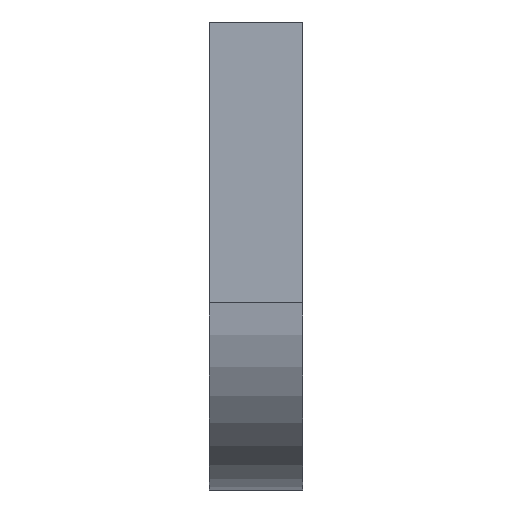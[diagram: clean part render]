
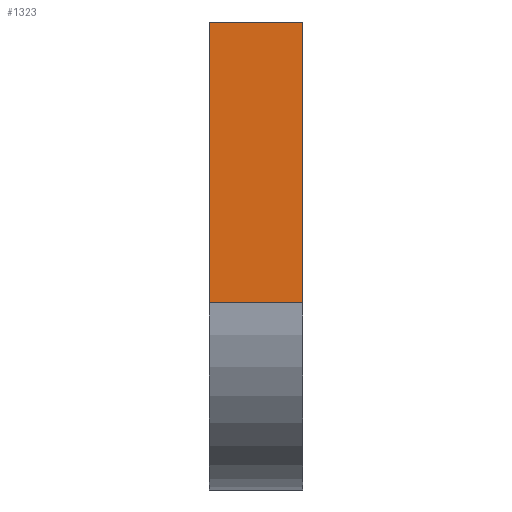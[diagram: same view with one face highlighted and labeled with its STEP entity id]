
A CAD part, left-side view. The second image highlights one B-rep face of the part: STEP entity #1323.
In plain terms, the highlighted planar face has unit normal (-1, 0, 0).
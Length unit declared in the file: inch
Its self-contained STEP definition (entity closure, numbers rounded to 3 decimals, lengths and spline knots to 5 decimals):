
#3 = VERTEX_POINT ( 'NONE', #1328 ) ;
#65 = ORIENTED_EDGE ( 'NONE', *, *, #543, .F. ) ;
#70 = CARTESIAN_POINT ( 'NONE',  ( -0.5, 0., 0. ) ) ;
#71 = DIRECTION ( 'NONE',  ( 0., 0., -1. ) ) ;
#103 = VERTEX_POINT ( 'NONE', #130 ) ;
#113 = VERTEX_POINT ( 'NONE', #1151 ) ;
#130 = CARTESIAN_POINT ( 'NONE',  ( -0.5, 0.25, 0.75 ) ) ;
#187 = FACE_OUTER_BOUND ( 'NONE', #240, .T. ) ;
#240 = EDGE_LOOP ( 'NONE', ( #981, #645, #1145, #65 ) ) ;
#269 = DIRECTION ( 'NONE',  ( 0., 0., 1. ) ) ;
#358 = DIRECTION ( 'NONE',  ( 0., 1., 0. ) ) ;
#502 = VECTOR ( 'NONE', #1057, 39.37008 ) ;
#515 = DIRECTION ( 'NONE',  ( 0., 0., 1. ) ) ;
#534 = CARTESIAN_POINT ( 'NONE',  ( -0.5, -0.90139, 0. ) ) ;
#543 = EDGE_CURVE ( 'NONE', #3, #113, #772, .T. ) ;
#558 = LINE ( 'NONE', #70, #1101 ) ;
#601 = CARTESIAN_POINT ( 'NONE',  ( -0.5, 0.25, 0. ) ) ;
#607 = AXIS2_PLACEMENT_3D ( 'NONE', #534, #1302, #269 ) ;
#628 = PLANE ( 'NONE',  #607 ) ;
#633 = CARTESIAN_POINT ( 'NONE',  ( -0.5, -0.90139, 0.75 ) ) ;
#636 = LINE ( 'NONE', #633, #1228 ) ;
#640 = LINE ( 'NONE', #601, #897 ) ;
#645 = ORIENTED_EDGE ( 'NONE', *, *, #1346, .T. ) ;
#772 = LINE ( 'NONE', #1123, #502 ) ;
#897 = VECTOR ( 'NONE', #515, 39.37008 ) ;
#981 = ORIENTED_EDGE ( 'NONE', *, *, #1100, .F. ) ;
#1057 = DIRECTION ( 'NONE',  ( 0., 1., 0. ) ) ;
#1100 = EDGE_CURVE ( 'NONE', #1162, #3, #558, .T. ) ;
#1101 = VECTOR ( 'NONE', #71, 39.37008 ) ;
#1123 = CARTESIAN_POINT ( 'NONE',  ( -0.5, -0.90139, 0. ) ) ;
#1145 = ORIENTED_EDGE ( 'NONE', *, *, #1156, .F. ) ;
#1151 = CARTESIAN_POINT ( 'NONE',  ( -0.5, 0.25, 0. ) ) ;
#1156 = EDGE_CURVE ( 'NONE', #113, #103, #640, .T. ) ;
#1162 = VERTEX_POINT ( 'NONE', #1275 ) ;
#1228 = VECTOR ( 'NONE', #358, 39.37008 ) ;
#1275 = CARTESIAN_POINT ( 'NONE',  ( -0.5, 0., 0.75 ) ) ;
#1302 = DIRECTION ( 'NONE',  ( -1., 0., 0. ) ) ;
#1323 = ADVANCED_FACE ( 'NONE', ( #187 ), #628, .T. ) ;
#1328 = CARTESIAN_POINT ( 'NONE',  ( -0.5, 0., 0. ) ) ;
#1346 = EDGE_CURVE ( 'NONE', #1162, #103, #636, .T. ) ;
